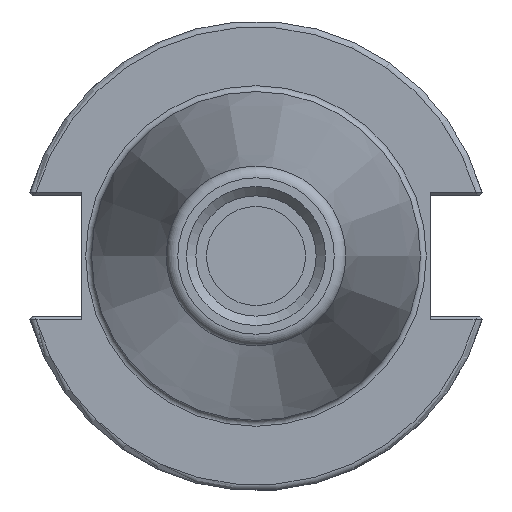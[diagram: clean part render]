
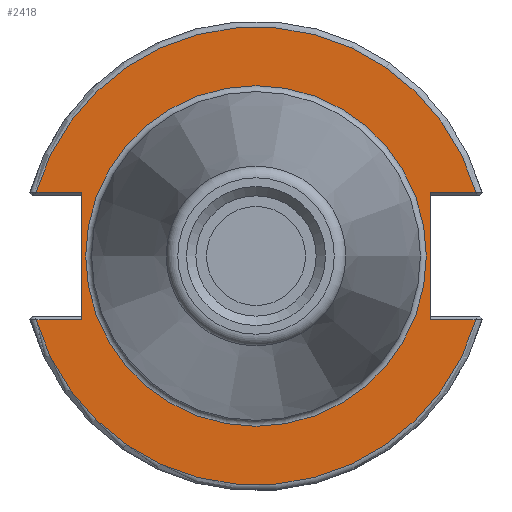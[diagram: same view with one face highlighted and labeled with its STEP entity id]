
A CAD part, left-side view. The second image highlights one B-rep face of the part: STEP entity #2418.
In plain terms, the highlighted planar face has unit normal (-1, 0, 0).
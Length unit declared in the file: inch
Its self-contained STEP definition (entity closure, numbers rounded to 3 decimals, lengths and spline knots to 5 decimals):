
#110=LINE('',#4154,#244);
#111=LINE('',#4156,#245);
#112=LINE('',#4158,#246);
#113=LINE('',#4162,#247);
#114=LINE('',#4164,#248);
#115=LINE('',#4166,#249);
#244=VECTOR('',#2939,0.24091);
#245=VECTOR('',#2940,0.67625);
#246=VECTOR('',#2941,0.24091);
#247=VECTOR('',#2944,0.24091);
#248=VECTOR('',#2945,0.67625);
#249=VECTOR('',#2946,0.24091);
#346=PLANE('',#2599);
#554=FACE_BOUND('',#784,.T.);
#631=FACE_OUTER_BOUND('',#783,.T.);
#783=EDGE_LOOP('',(#1841,#1842,#1843,#1844,#1845,#1846,#1847,#1848));
#784=EDGE_LOOP('',(#1849));
#921=CIRCLE('',#2597,0.90625);
#923=CIRCLE('',#2600,1.21875);
#924=CIRCLE('',#2601,1.21875);
#1053=VERTEX_POINT('',#4147);
#1055=VERTEX_POINT('',#4152);
#1056=VERTEX_POINT('',#4153);
#1057=VERTEX_POINT('',#4155);
#1058=VERTEX_POINT('',#4157);
#1059=VERTEX_POINT('',#4159);
#1060=VERTEX_POINT('',#4161);
#1061=VERTEX_POINT('',#4163);
#1062=VERTEX_POINT('',#4165);
#1335=EDGE_CURVE('',#1053,#1053,#921,.T.);
#1337=EDGE_CURVE('',#1055,#1056,#110,.T.);
#1338=EDGE_CURVE('',#1057,#1055,#111,.T.);
#1339=EDGE_CURVE('',#1058,#1057,#112,.T.);
#1340=EDGE_CURVE('',#1059,#1058,#923,.T.);
#1341=EDGE_CURVE('',#1060,#1059,#113,.T.);
#1342=EDGE_CURVE('',#1061,#1060,#114,.T.);
#1343=EDGE_CURVE('',#1062,#1061,#115,.T.);
#1344=EDGE_CURVE('',#1056,#1062,#924,.T.);
#1841=ORIENTED_EDGE('',*,*,#1337,.F.);
#1842=ORIENTED_EDGE('',*,*,#1338,.F.);
#1843=ORIENTED_EDGE('',*,*,#1339,.F.);
#1844=ORIENTED_EDGE('',*,*,#1340,.F.);
#1845=ORIENTED_EDGE('',*,*,#1341,.F.);
#1846=ORIENTED_EDGE('',*,*,#1342,.F.);
#1847=ORIENTED_EDGE('',*,*,#1343,.F.);
#1848=ORIENTED_EDGE('',*,*,#1344,.F.);
#1849=ORIENTED_EDGE('',*,*,#1335,.F.);
#2418=ADVANCED_FACE('',(#631,#554),#346,.T.);
#2597=AXIS2_PLACEMENT_3D('',#4148,#2933,#2934);
#2599=AXIS2_PLACEMENT_3D('',#4151,#2937,#2938);
#2600=AXIS2_PLACEMENT_3D('',#4160,#2942,#2943);
#2601=AXIS2_PLACEMENT_3D('',#4167,#2947,#2948);
#2933=DIRECTION('center_axis',(-1.,0.,0.));
#2934=DIRECTION('ref_axis',(0.,1.,0.));
#2937=DIRECTION('center_axis',(-1.,0.,0.));
#2938=DIRECTION('ref_axis',(0.,0.,1.));
#2939=DIRECTION('',(0.,-1.,0.));
#2940=DIRECTION('',(0.,0.,-1.));
#2941=DIRECTION('',(0.,1.,0.));
#2942=DIRECTION('center_axis',(1.,0.,0.));
#2943=DIRECTION('ref_axis',(0.,0.,1.));
#2944=DIRECTION('',(0.,1.,0.));
#2945=DIRECTION('',(0.,0.,1.));
#2946=DIRECTION('',(0.,-1.,0.));
#2947=DIRECTION('center_axis',(1.,0.,0.));
#2948=DIRECTION('ref_axis',(0.,0.,-1.));
#4147=CARTESIAN_POINT('',(2.815,-0.90625,0.));
#4148=CARTESIAN_POINT('Origin',(2.815,0.,0.));
#4151=CARTESIAN_POINT('Origin',(2.815,-0.875,0.));
#4152=CARTESIAN_POINT('',(2.815,-0.93,-0.33813));
#4153=CARTESIAN_POINT('',(2.815,-1.17091,-0.33813));
#4154=CARTESIAN_POINT('',(2.815,-0.9025,-0.33813));
#4155=CARTESIAN_POINT('',(2.815,-0.93,0.33813));
#4156=CARTESIAN_POINT('',(2.815,-0.93,0.16125));
#4157=CARTESIAN_POINT('',(2.815,-1.17091,0.33813));
#4158=CARTESIAN_POINT('',(2.815,-1.1525,0.33813));
#4159=CARTESIAN_POINT('',(2.815,1.17091,0.33813));
#4160=CARTESIAN_POINT('Origin',(2.815,0.,0.));
#4161=CARTESIAN_POINT('',(2.815,0.93,0.33813));
#4162=CARTESIAN_POINT('',(2.815,0.0275,0.33813));
#4163=CARTESIAN_POINT('',(2.815,0.93,-0.33813));
#4164=CARTESIAN_POINT('',(2.815,0.93,-0.16125));
#4165=CARTESIAN_POINT('',(2.815,1.17091,-0.33813));
#4166=CARTESIAN_POINT('',(2.815,0.2775,-0.33813));
#4167=CARTESIAN_POINT('Origin',(2.815,0.,0.));
